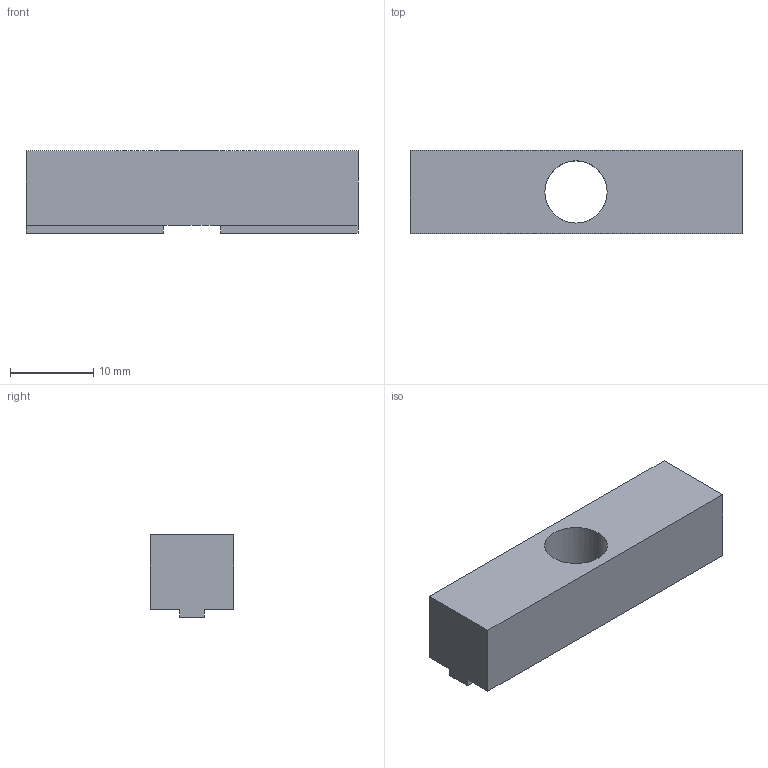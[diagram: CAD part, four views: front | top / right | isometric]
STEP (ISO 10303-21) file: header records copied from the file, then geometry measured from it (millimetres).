
FILE_DESCRIPTION(('CATIA V5 STEP Exchange'),'2;1');
FILE_NAME('supportElevateur.stp','2017-12-01T09:46:08+00:00',('none'),('none'),'CATIA Version 5 Release 20 SP 1 (IN-10)','CATIA V5 STEP AP203','none');
FILE_SCHEMA(('CONFIG_CONTROL_DESIGN'));
Length unit declared in the file: millimetre
Products named in the file (1): supportElevateur
Bounding box: 40 x 10 x 9.95 mm (x, y, z)
Volume: 3295.6 mm3; surface area: 1898.2 mm2
Topology: 1 solids, 1 shells, 15 faces, 42 edges, 28 vertices
Faces by surface type: plane 13, cylinder 2
Entity records: 497 total; most frequent: ORIENTED_EDGE 84, CARTESIAN_POINT 81, DIRECTION 62, EDGE_CURVE 42, VECTOR 34, LINE 34, VERTEX_POINT 28, AXIS2_PLACEMENT_3D 19
